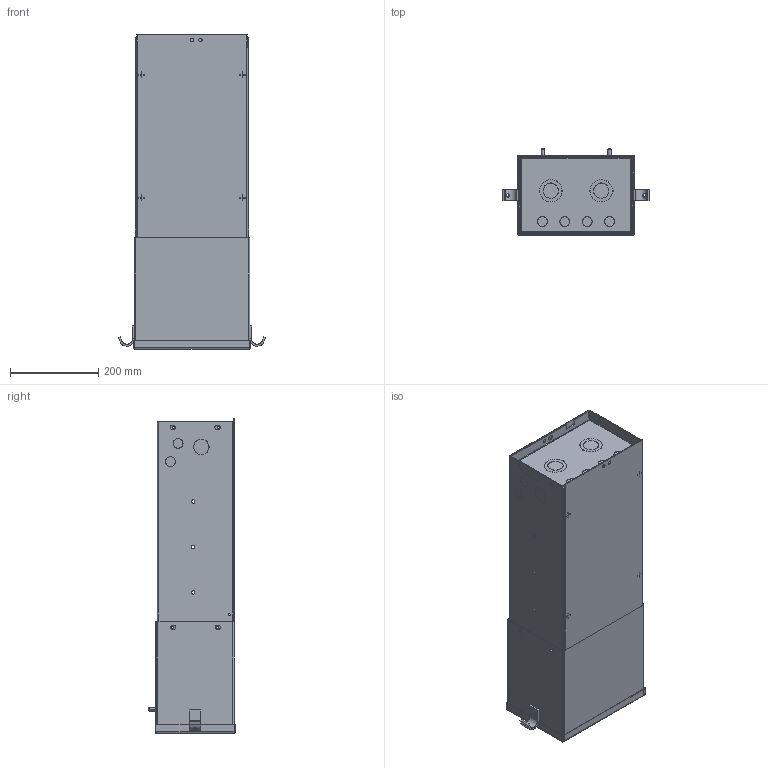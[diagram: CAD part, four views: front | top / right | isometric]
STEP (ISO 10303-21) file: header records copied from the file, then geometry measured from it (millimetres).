
FILE_DESCRIPTION (( 'STEP AP214' ), '1' );
FILE_NAME ('PT061150005SS.STEP', '2017-03-01T16:38:26', ( '' ), ( '' ), 'SwSTEP 2.0', 'SolidWorks 2017', '' );
FILE_SCHEMA (( 'AUTOMOTIVE_DESIGN' ));
Length unit declared in the file: inch
Products named in the file (11): B  1-700373-01; A  2-1430301-01; A  1-85784-01; C  1-700372-01; PT061150005SS; B  1-700874-01; C  1-701199-01; C  1-701197-01; C  1-700868-01; B  1-700374-01
Assembly tree (12 placements, depth 3):
  PT061150005SS
    C  1-700372-01
      C  1-700372-01
      A  1-85784-01  x2
      A  2-1430301-01  x2
      B  1-700373-01
      B  1-700374-01
    C  1-700868-01
    C  1-701197-01
    C  1-701199-01
    B  1-700874-01
Bounding box: 334.7 x 196.12 x 712.72 mm (x, y, z)
Volume: 1377852.5 mm3; surface area: 1818284.8 mm2
Topology: 19 solids, 19 shells, 699 faces, 1785 edges, 1130 vertices
Faces by surface type: plane 458, cylinder 219, bspline 14, cone 4, torus 4
Entity records: 21519 total; most frequent: CARTESIAN_POINT 4073, DIRECTION 3483, ORIENTED_EDGE 3470, EDGE_CURVE 1735, LINE 1259, VECTOR 1259, AXIS2_PLACEMENT_3D 1112, VERTEX_POINT 1100
